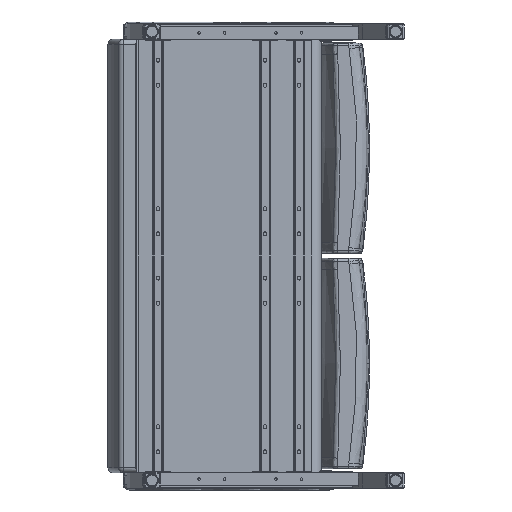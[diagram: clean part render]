
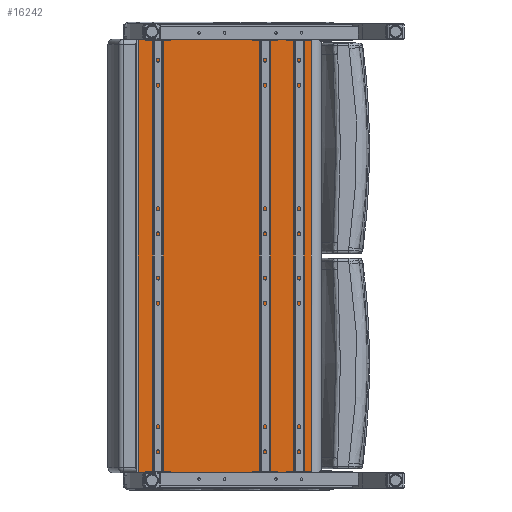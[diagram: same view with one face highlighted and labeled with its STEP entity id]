
A CAD part, front view. The second image highlights one B-rep face of the part: STEP entity #16242.
In plain terms, the highlighted planar face has unit normal (0, -1, 0).
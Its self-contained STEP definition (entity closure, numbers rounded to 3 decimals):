
#843=PLANE('',#17905);
#2195=FACE_OUTER_BOUND('',#3490,.T.);
#3490=EDGE_LOOP('',(#12438,#12439,#12440,#12441));
#5369=LINE('',#30675,#6194);
#5385=LINE('',#30809,#6210);
#5391=LINE('',#30896,#6216);
#5392=LINE('',#30898,#6217);
#6194=VECTOR('',#20871,0.394);
#6210=VECTOR('',#20947,0.394);
#6216=VECTOR('',#21009,0.394);
#6217=VECTOR('',#21012,0.394);
#7338=VERTEX_POINT('',#30663);
#7339=VERTEX_POINT('',#30674);
#7363=VERTEX_POINT('',#30797);
#7364=VERTEX_POINT('',#30808);
#9035=EDGE_CURVE('',#7338,#7339,#5369,.T.);
#9074=EDGE_CURVE('',#7363,#7364,#5385,.T.);
#9099=EDGE_CURVE('',#7363,#7339,#5391,.T.);
#9100=EDGE_CURVE('',#7364,#7338,#5392,.T.);
#12438=ORIENTED_EDGE('',*,*,#9035,.F.);
#12439=ORIENTED_EDGE('',*,*,#9100,.F.);
#12440=ORIENTED_EDGE('',*,*,#9074,.F.);
#12441=ORIENTED_EDGE('',*,*,#9099,.T.);
#16242=ADVANCED_FACE('',(#2195),#843,.T.);
#17905=AXIS2_PLACEMENT_3D('',#30897,#21010,#21011);
#20871=DIRECTION('',(1.,0.,0.));
#20947=DIRECTION('',(-1.,0.,0.));
#21009=DIRECTION('',(0.,0.,1.));
#21010=DIRECTION('center_axis',(0.,-1.,0.));
#21011=DIRECTION('ref_axis',(1.,0.,0.));
#21012=DIRECTION('',(0.,0.,1.));
#30663=CARTESIAN_POINT('',(-12.083,0.797,42.216));
#30674=CARTESIAN_POINT('',(4.791,0.797,42.216));
#30675=CARTESIAN_POINT('',(-9.146,0.797,42.216));
#30797=CARTESIAN_POINT('',(4.791,0.797,0.034));
#30808=CARTESIAN_POINT('',(-12.083,0.797,0.034));
#30809=CARTESIAN_POINT('',(-9.146,0.797,0.034));
#30896=CARTESIAN_POINT('',(4.791,0.797,0.));
#30897=CARTESIAN_POINT('Origin',(-12.083,0.797,0.));
#30898=CARTESIAN_POINT('',(-12.083,0.797,0.));
